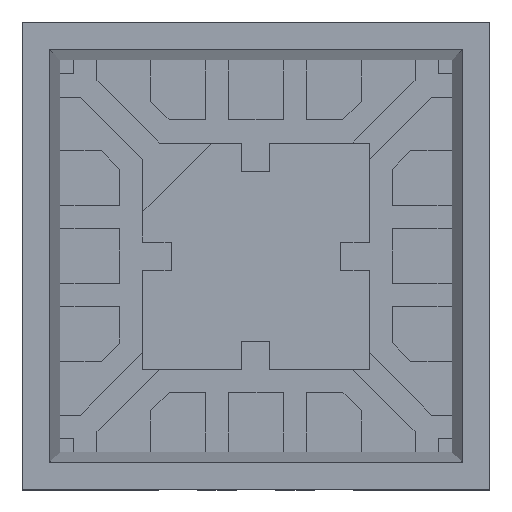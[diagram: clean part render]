
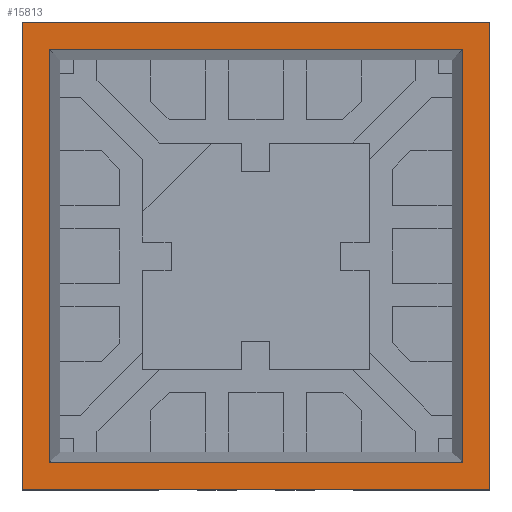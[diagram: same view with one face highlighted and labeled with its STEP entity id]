
A CAD part, top view. The second image highlights one B-rep face of the part: STEP entity #15813.
In plain terms, the highlighted planar face has unit normal (0, 0, 1).
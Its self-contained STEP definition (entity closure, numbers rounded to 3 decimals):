
#33 = FACE_OUTER_BOUND ( 'NONE', #13429, .T. ) ;
#36 = FACE_BOUND ( 'NONE', #13450, .T. ) ;
#1289 = DIRECTION ( 'NONE',  ( 0., 0., -1. ) ) ;
#1291 = CARTESIAN_POINT ( 'NONE',  ( -1.5, 1.5, 0.838 ) ) ;
#1293 = PLANE ( 'NONE',  #4654 ) ;
#1295 = DIRECTION ( 'NONE',  ( -1., 0., 0. ) ) ;
#1986 = VECTOR ( 'NONE', #3287, 1000. ) ;
#1991 = LINE ( 'NONE', #3271, #1986 ) ;
#2306 = VECTOR ( 'NONE', #2967, 1000. ) ;
#2309 = LINE ( 'NONE', #2966, #2306 ) ;
#2486 = VECTOR ( 'NONE', #2690, 1000. ) ;
#2490 = LINE ( 'NONE', #2688, #2486 ) ;
#2590 = LINE ( 'NONE', #2820, #2593 ) ;
#2593 = VECTOR ( 'NONE', #2821, 1000. ) ;
#2688 = CARTESIAN_POINT ( 'NONE',  ( -1.5, 1.5, 0.838 ) ) ;
#2690 = DIRECTION ( 'NONE',  ( -1., 0., 0. ) ) ;
#2820 = CARTESIAN_POINT ( 'NONE',  ( 1.5, -1.5, 0.838 ) ) ;
#2821 = DIRECTION ( 'NONE',  ( 0., 1., 0. ) ) ;
#2966 = CARTESIAN_POINT ( 'NONE',  ( -1.5, -1.5, 0.838 ) ) ;
#2967 = DIRECTION ( 'NONE',  ( 0., -1., 0. ) ) ;
#3271 = CARTESIAN_POINT ( 'NONE',  ( -1.5, -1.5, 0.838 ) ) ;
#3287 = DIRECTION ( 'NONE',  ( 1., 0., 0. ) ) ;
#4654 = AXIS2_PLACEMENT_3D ( 'NONE', #1291, #1289, #1295 ) ;
#5393 = CARTESIAN_POINT ( 'NONE',  ( -1.325, -1.325, 0.838 ) ) ;
#5395 = DIRECTION ( 'NONE',  ( 1., 0., 0. ) ) ;
#5407 = CARTESIAN_POINT ( 'NONE',  ( -1.325, 1.325, 0.838 ) ) ;
#5411 = CARTESIAN_POINT ( 'NONE',  ( 1.325, 1.325, 0.838 ) ) ;
#5412 = DIRECTION ( 'NONE',  ( 0., 1., 0. ) ) ;
#5415 = DIRECTION ( 'NONE',  ( -1., 0., 0. ) ) ;
#5421 = CARTESIAN_POINT ( 'NONE',  ( -1.325, 1.325, 0.838 ) ) ;
#5423 = DIRECTION ( 'NONE',  ( 0., -1., 0. ) ) ;
#6387 = VERTEX_POINT ( 'NONE', #14289 ) ;
#6484 = VERTEX_POINT ( 'NONE', #14384 ) ;
#6821 = VERTEX_POINT ( 'NONE', #14506 ) ;
#6841 = VERTEX_POINT ( 'NONE', #14525 ) ;
#8794 = VERTEX_POINT ( 'NONE', #14890 ) ;
#8841 = VERTEX_POINT ( 'NONE', #14937 ) ;
#8842 = VERTEX_POINT ( 'NONE', #14938 ) ;
#8876 = VERTEX_POINT ( 'NONE', #14972 ) ;
#10297 = EDGE_CURVE ( 'NONE', #8876, #8794, #12532, .T. ) ;
#10305 = EDGE_CURVE ( 'NONE', #8794, #8842, #12511, .T. ) ;
#10307 = EDGE_CURVE ( 'NONE', #8842, #8841, #12517, .T. ) ;
#10309 = EDGE_CURVE ( 'NONE', #8841, #8876, #12471, .T. ) ;
#10622 = EDGE_CURVE ( 'NONE', #6821, #6841, #2490, .T. ) ;
#10685 = EDGE_CURVE ( 'NONE', #6387, #6821, #2590, .T. ) ;
#10758 = EDGE_CURVE ( 'NONE', #6841, #6484, #2309, .T. ) ;
#10918 = EDGE_CURVE ( 'NONE', #6484, #6387, #1991, .T. ) ;
#11108 = ORIENTED_EDGE ( 'NONE', *, *, #10309, .F. ) ;
#11202 = ORIENTED_EDGE ( 'NONE', *, *, #10685, .T. ) ;
#11925 = ORIENTED_EDGE ( 'NONE', *, *, #10305, .F. ) ;
#11928 = ORIENTED_EDGE ( 'NONE', *, *, #10758, .T. ) ;
#11959 = ORIENTED_EDGE ( 'NONE', *, *, #10622, .T. ) ;
#11965 = ORIENTED_EDGE ( 'NONE', *, *, #10918, .T. ) ;
#11969 = ORIENTED_EDGE ( 'NONE', *, *, #10307, .F. ) ;
#11976 = ORIENTED_EDGE ( 'NONE', *, *, #10297, .F. ) ;
#12470 = VECTOR ( 'NONE', #5423, 1000. ) ;
#12471 = LINE ( 'NONE', #5421, #12470 ) ;
#12472 = VECTOR ( 'NONE', #5415, 1000. ) ;
#12509 = VECTOR ( 'NONE', #5412, 1000. ) ;
#12511 = LINE ( 'NONE', #5411, #12509 ) ;
#12517 = LINE ( 'NONE', #5407, #12472 ) ;
#12532 = LINE ( 'NONE', #5393, #12535 ) ;
#12535 = VECTOR ( 'NONE', #5395, 1000. ) ;
#13429 = EDGE_LOOP ( 'NONE', ( #11928, #11965, #11202, #11959 ) ) ;
#13450 = EDGE_LOOP ( 'NONE', ( #11976, #11108, #11969, #11925 ) ) ;
#14289 = CARTESIAN_POINT ( 'NONE',  ( 1.5, -1.5, 0.838 ) ) ;
#14384 = CARTESIAN_POINT ( 'NONE',  ( -1.5, -1.5, 0.838 ) ) ;
#14506 = CARTESIAN_POINT ( 'NONE',  ( 1.5, 1.5, 0.838 ) ) ;
#14525 = CARTESIAN_POINT ( 'NONE',  ( -1.5, 1.5, 0.838 ) ) ;
#14890 = CARTESIAN_POINT ( 'NONE',  ( 1.325, -1.325, 0.838 ) ) ;
#14937 = CARTESIAN_POINT ( 'NONE',  ( -1.325, 1.325, 0.838 ) ) ;
#14938 = CARTESIAN_POINT ( 'NONE',  ( 1.325, 1.325, 0.838 ) ) ;
#14972 = CARTESIAN_POINT ( 'NONE',  ( -1.325, -1.325, 0.838 ) ) ;
#15813 = ADVANCED_FACE ( 'NONE', ( #36, #33 ), #1293, .F. ) ;
